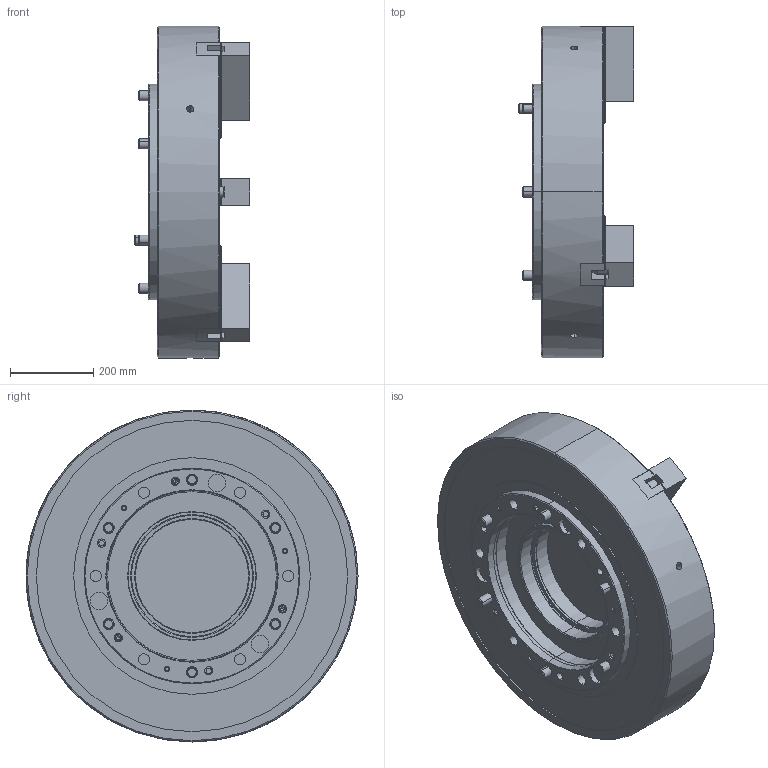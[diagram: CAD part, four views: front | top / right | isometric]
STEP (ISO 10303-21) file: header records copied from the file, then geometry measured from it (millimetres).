
FILE_DESCRIPTION (( 'STEP AP203' ), '1' );
FILE_NAME ('CF-3H-232A20.STEP', '2023-12-21T07:49:43', ( '' ), ( '' ), 'SwSTEP 2.0', 'SolidWorks 2020', '' );
FILE_SCHEMA (( 'CONFIG_CONTROL_DESIGN' ));
Length unit declared in the file: millimetre
Products named in the file (15): CF-3H-221-04020(T型塊); 圓頭內六角螺栓_M6x16; CF-3H-232-01000; SJ-21; CF-3H-232A20; CF-3H-232-02000; 圓頭內六角螺栓_M20x55; CF-3H-232-03000; 圓頭內六角螺栓_M24x170; CF-3H-232-04000; 圓頭內六角螺栓_M24x180; CF-3H-232-06000; CF-3H-24B-09000; CF-3H-232-07000; 圓頭內六角螺栓_M12x30
Assembly tree (39 placements, depth 2):
  CF-3H-232A20
    CF-3H-232-01000
    CF-3H-232-02000
    CF-3H-232-03000  x3
    CF-3H-232-04000
    CF-3H-232-06000
    CF-3H-232-07000
    CF-3H-221-04020(T型塊)  x6
    SJ-21  x3
    圓頭內六角螺栓_M20x55  x6
    圓頭內六角螺栓_M24x170  x5
    圓頭內六角螺栓_M24x180
    CF-3H-24B-09000
    圓頭內六角螺栓_M12x30  x3
    圓頭內六角螺栓_M6x16  x6
Bounding box: 278.2 x 800 x 800 mm (x, y, z)
Volume: 68220471.8 mm3; surface area: 3294109.6 mm2
Topology: 40 solids, 40 shells, 4745 faces, 13487 edges, 8872 vertices
Faces by surface type: plane 3394, cylinder 1125, cone 218, torus 8
Entity records: 59212 total; most frequent: CARTESIAN_POINT 11400, ORIENTED_EDGE 9874, DIRECTION 9047, EDGE_CURVE 4937, VECTOR 3719, LINE 3719, VERTEX_POINT 3259, AXIS2_PLACEMENT_3D 2664
